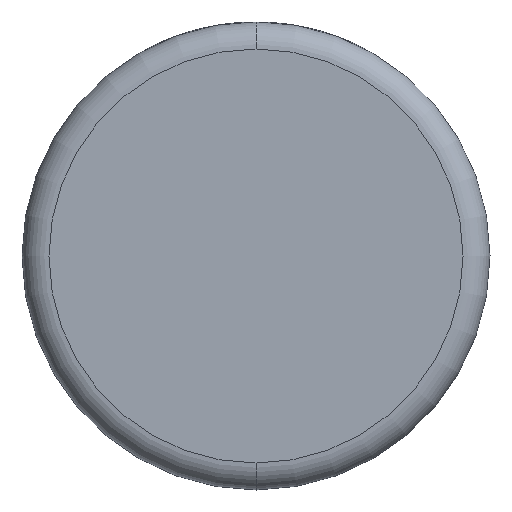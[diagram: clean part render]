
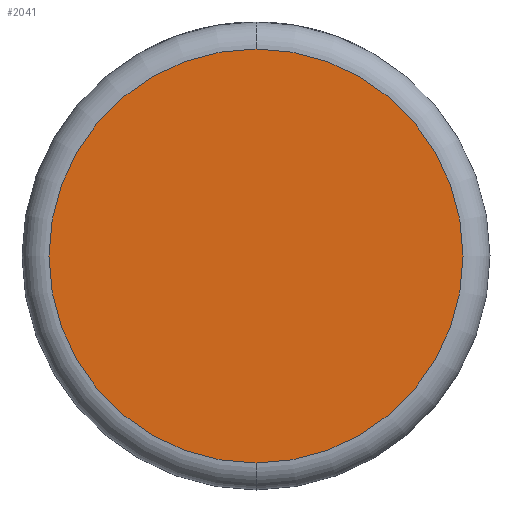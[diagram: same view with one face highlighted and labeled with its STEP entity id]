
A CAD part, front view. The second image highlights one B-rep face of the part: STEP entity #2041.
In plain terms, the highlighted planar face has unit normal (0, -1, 0).
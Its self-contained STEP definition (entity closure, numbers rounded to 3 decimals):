
#409 = CARTESIAN_POINT ( 'NONE',  ( 0., 0., 18.138 ) ) ;
#575 = CARTESIAN_POINT ( 'NONE',  ( 0., 0., 0. ) ) ;
#673 = AXIS2_PLACEMENT_3D ( 'NONE', #1850, #724, #2251 ) ;
#724 = DIRECTION ( 'NONE',  ( 0., -1., 0. ) ) ;
#917 = AXIS2_PLACEMENT_3D ( 'NONE', #3580, #3938, #2826 ) ;
#983 = CIRCLE ( 'NONE', #917, 18.138 ) ;
#1388 = DIRECTION ( 'NONE',  ( 0., 1., 0. ) ) ;
#1523 = EDGE_LOOP ( 'NONE', ( #2235, #2600 ) ) ;
#1597 = VERTEX_POINT ( 'NONE', #2674 ) ;
#1850 = CARTESIAN_POINT ( 'NONE',  ( 0., 0., 0. ) ) ;
#2041 = ADVANCED_FACE ( 'NONE', ( #3860 ), #3163, .F. ) ;
#2235 = ORIENTED_EDGE ( 'NONE', *, *, #4661, .T. ) ;
#2251 = DIRECTION ( 'NONE',  ( 0., 0., 1. ) ) ;
#2600 = ORIENTED_EDGE ( 'NONE', *, *, #2652, .T. ) ;
#2652 = EDGE_CURVE ( 'NONE', #1597, #3550, #3190, .T. ) ;
#2674 = CARTESIAN_POINT ( 'NONE',  ( 0., 0., -18.138 ) ) ;
#2826 = DIRECTION ( 'NONE',  ( 0., 0., 1. ) ) ;
#3030 = AXIS2_PLACEMENT_3D ( 'NONE', #575, #1388, #3637 ) ;
#3163 = PLANE ( 'NONE',  #3030 ) ;
#3190 = CIRCLE ( 'NONE', #673, 18.138 ) ;
#3550 = VERTEX_POINT ( 'NONE', #409 ) ;
#3580 = CARTESIAN_POINT ( 'NONE',  ( 0., 0., 0. ) ) ;
#3637 = DIRECTION ( 'NONE',  ( 0., 0., 1. ) ) ;
#3860 = FACE_OUTER_BOUND ( 'NONE', #1523, .T. ) ;
#3938 = DIRECTION ( 'NONE',  ( 0., -1., 0. ) ) ;
#4661 = EDGE_CURVE ( 'NONE', #3550, #1597, #983, .T. ) ;
